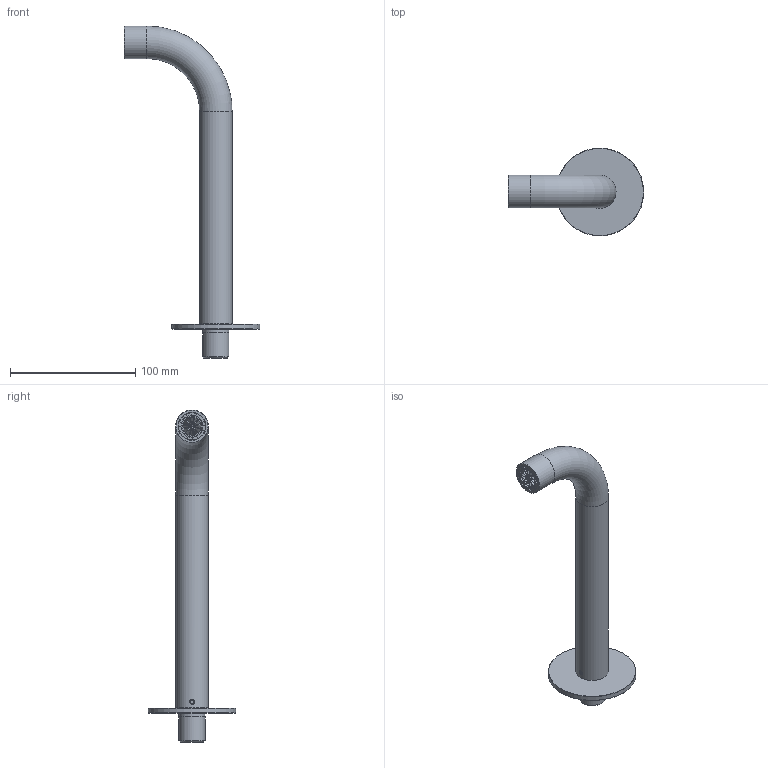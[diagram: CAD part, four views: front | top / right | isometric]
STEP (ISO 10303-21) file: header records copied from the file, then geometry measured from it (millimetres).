
FILE_DESCRIPTION(/* description */ ('Unknown'),/* implementation_level */ '2;1');
FILE_NAME(/* name */ 'CB7098',/* time_stamp */ '2020-03-23T09:59:46+01:00',/* author */ ('Unknown'),/* organization */ ('Unknown'),/* preprocessor_version */ 'ST-DEVELOPER v16.7',/* originating_system */ 'DEX',/* authorisation */ $);
FILE_SCHEMA (('AUTOMOTIVE_DESIGN {1 0 10303 214 3 1 1}'));
Length unit declared in the file: millimetre
Products named in the file (7): CB7098; bocca_G8310105_G8310105; Grano M4x 3 punta conica_Grano M4x 3 punta conica; aeratore_G3000205_G3000205; flangia; prolunga_G8000135_G8000135; or 2068 17.17 x 1.78_73000225
Assembly tree (7 placements, depth 2):
  CB7098
    bocca_G8310105_G8310105
    Grano M4x 3 punta conica_Grano M4x 3 punta conica
    aeratore_G3000205_G3000205
    flangia
    prolunga_G8000135_G8000135
    or 2068 17.17 x 1.78_73000225  x2
Bounding box: 108 x 70 x 265 mm (x, y, z)
Volume: 81582 mm3; surface area: 62733.2 mm2
Topology: 7 solids, 7 shells, 242 faces, 657 edges, 422 vertices
Faces by surface type: plane 147, cylinder 64, cone 20, torus 10, bspline 1
Full cylindrical faces by diameter (mm): 3 x1, 3.242 x1, 14.4 x1, 15 x1, 16 x1, 17.6 x1, 18.2 x3, 20 x2, 20.55 x1, 20.9 x3, 21 x2, 21.5 x3, 21.75 x1, 22 x1, 26 x2, 30 x1, 52 x1, 65 x1, 70 x1
Entity records: 7624 total; most frequent: CARTESIAN_POINT 1358, DIRECTION 1285, ORIENTED_EDGE 1134, EDGE_CURVE 567, AXIS2_PLACEMENT_3D 485, VERTEX_POINT 396, FACE_BOUND 337, EDGE_LOOP 334
